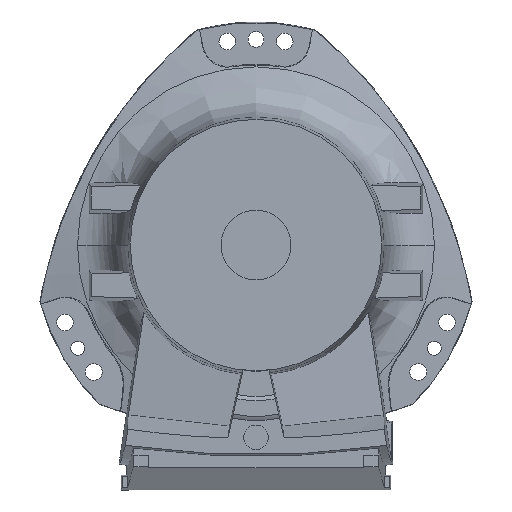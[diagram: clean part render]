
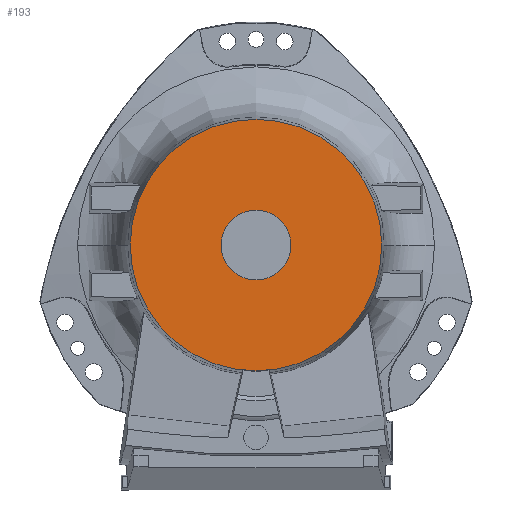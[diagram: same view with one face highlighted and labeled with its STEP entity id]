
A CAD part, top view. The second image highlights one B-rep face of the part: STEP entity #193.
In plain terms, the highlighted planar face has unit normal (0, 0, 1).
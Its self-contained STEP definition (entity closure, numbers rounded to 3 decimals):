
#87 = EDGE_CURVE ( 'NONE', #5416, #2533, #1015, .T. ) ;
#161 = CARTESIAN_POINT ( 'NONE',  ( 0., -50., 210. ) ) ;
#193 = ADVANCED_FACE ( 'NONE', ( #464, #5796 ), #4306, .F. ) ;
#464 = FACE_BOUND ( 'NONE', #4403, .T. ) ;
#616 = AXIS2_PLACEMENT_3D ( 'NONE', #2943, #3910, #3406 ) ;
#717 = AXIS2_PLACEMENT_3D ( 'NONE', #1087, #992, #5371 ) ;
#992 = DIRECTION ( 'NONE',  ( 0., 0., -1. ) ) ;
#1015 = CIRCLE ( 'NONE', #4305, 50. ) ;
#1087 = CARTESIAN_POINT ( 'NONE',  ( 0., 0., 210. ) ) ;
#1127 = CARTESIAN_POINT ( 'NONE',  ( 0., 0., 210. ) ) ;
#1136 = CARTESIAN_POINT ( 'NONE',  ( 0., 0., 210. ) ) ;
#1632 = DIRECTION ( 'NONE',  ( 0., -1., 0. ) ) ;
#1664 = EDGE_CURVE ( 'NONE', #2647, #4102, #3613, .T. ) ;
#1689 = DIRECTION ( 'NONE',  ( 0., 0., -1. ) ) ;
#1878 = ORIENTED_EDGE ( 'NONE', *, *, #4529, .T. ) ;
#1933 = DIRECTION ( 'NONE',  ( 0., -1., 0. ) ) ;
#2007 = AXIS2_PLACEMENT_3D ( 'NONE', #5763, #3387, #1933 ) ;
#2533 = VERTEX_POINT ( 'NONE', #161 ) ;
#2647 = VERTEX_POINT ( 'NONE', #4401 ) ;
#2940 = EDGE_LOOP ( 'NONE', ( #5152, #1878 ) ) ;
#2943 = CARTESIAN_POINT ( 'NONE',  ( 0., 0., 210. ) ) ;
#3164 = DIRECTION ( 'NONE',  ( 0., 0., -1. ) ) ;
#3387 = DIRECTION ( 'NONE',  ( 0., 0., 1. ) ) ;
#3406 = DIRECTION ( 'NONE',  ( 0., -1., 0. ) ) ;
#3452 = AXIS2_PLACEMENT_3D ( 'NONE', #1136, #3164, #5353 ) ;
#3613 = CIRCLE ( 'NONE', #616, 180.262 ) ;
#3711 = ORIENTED_EDGE ( 'NONE', *, *, #87, .T. ) ;
#3910 = DIRECTION ( 'NONE',  ( 0., 0., 1. ) ) ;
#4051 = CIRCLE ( 'NONE', #3452, 50. ) ;
#4102 = VERTEX_POINT ( 'NONE', #4156 ) ;
#4156 = CARTESIAN_POINT ( 'NONE',  ( 0., 180.262, 210. ) ) ;
#4198 = ORIENTED_EDGE ( 'NONE', *, *, #5308, .T. ) ;
#4305 = AXIS2_PLACEMENT_3D ( 'NONE', #1127, #1689, #1632 ) ;
#4306 = PLANE ( 'NONE',  #717 ) ;
#4401 = CARTESIAN_POINT ( 'NONE',  ( 0., -180.262, 210. ) ) ;
#4403 = EDGE_LOOP ( 'NONE', ( #4198, #3711 ) ) ;
#4407 = CARTESIAN_POINT ( 'NONE',  ( 0., 50., 210. ) ) ;
#4529 = EDGE_CURVE ( 'NONE', #4102, #2647, #4689, .T. ) ;
#4689 = CIRCLE ( 'NONE', #2007, 180.262 ) ;
#5152 = ORIENTED_EDGE ( 'NONE', *, *, #1664, .T. ) ;
#5308 = EDGE_CURVE ( 'NONE', #2533, #5416, #4051, .T. ) ;
#5353 = DIRECTION ( 'NONE',  ( 0., -1., 0. ) ) ;
#5371 = DIRECTION ( 'NONE',  ( 1., 0., 0. ) ) ;
#5416 = VERTEX_POINT ( 'NONE', #4407 ) ;
#5763 = CARTESIAN_POINT ( 'NONE',  ( 0., 0., 210. ) ) ;
#5796 = FACE_OUTER_BOUND ( 'NONE', #2940, .T. ) ;
